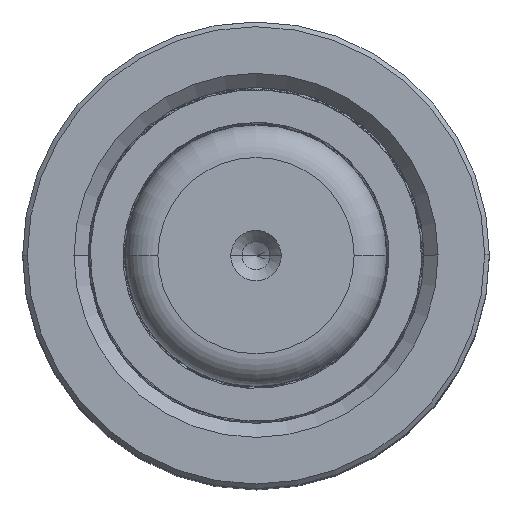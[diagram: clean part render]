
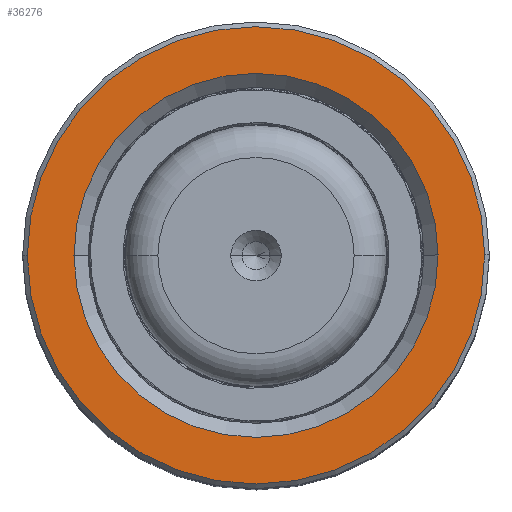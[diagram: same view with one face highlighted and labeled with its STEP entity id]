
A CAD part, top view. The second image highlights one B-rep face of the part: STEP entity #36276.
In plain terms, the highlighted planar face has unit normal (0, 0, 1).
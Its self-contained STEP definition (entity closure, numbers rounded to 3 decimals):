
#53 = ORIENTED_EDGE ( 'NONE', *, *, #38476, .T. ) ;
#2060 = DIRECTION ( 'NONE',  ( 1., 0., 0. ) ) ;
#5624 = CIRCLE ( 'NONE', #53839, 24.5 ) ;
#6576 = CARTESIAN_POINT ( 'NONE',  ( 0., 0., 80. ) ) ;
#7538 = AXIS2_PLACEMENT_3D ( 'NONE', #56204, #50745, #50944 ) ;
#8117 = EDGE_LOOP ( 'NONE', ( #45343, #44592 ) ) ;
#8167 = DIRECTION ( 'NONE',  ( 1., 0., 0. ) ) ;
#11413 = DIRECTION ( 'NONE',  ( 1., 0., 0. ) ) ;
#12410 = CARTESIAN_POINT ( 'NONE',  ( 0., 0., 80. ) ) ;
#15620 = CIRCLE ( 'NONE', #7538, 24.5 ) ;
#17474 = CIRCLE ( 'NONE', #32239, 19.5 ) ;
#21759 = DIRECTION ( 'NONE',  ( 0., 0., 1. ) ) ;
#21947 = CARTESIAN_POINT ( 'NONE',  ( -19.5, 0., 80. ) ) ;
#24803 = EDGE_LOOP ( 'NONE', ( #44140, #53 ) ) ;
#26157 = DIRECTION ( 'NONE',  ( 0., 0., -1. ) ) ;
#28376 = EDGE_CURVE ( 'NONE', #35935, #44522, #15620, .T. ) ;
#30327 = CARTESIAN_POINT ( 'NONE',  ( 19.5, 0., 80. ) ) ;
#31207 = AXIS2_PLACEMENT_3D ( 'NONE', #12410, #26157, #8167 ) ;
#32239 = AXIS2_PLACEMENT_3D ( 'NONE', #6576, #57982, #11413 ) ;
#34014 = EDGE_CURVE ( 'NONE', #54412, #54860, #17474, .T. ) ;
#34193 = PLANE ( 'NONE',  #38118 ) ;
#34660 = CARTESIAN_POINT ( 'NONE',  ( -24.5, 0., 80. ) ) ;
#34713 = CIRCLE ( 'NONE', #31207, 19.5 ) ;
#35935 = VERTEX_POINT ( 'NONE', #39532 ) ;
#36276 = ADVANCED_FACE ( 'NONE', ( #53645, #41293 ), #34193, .T. ) ;
#38118 = AXIS2_PLACEMENT_3D ( 'NONE', #57512, #47582, #2060 ) ;
#38476 = EDGE_CURVE ( 'NONE', #54860, #54412, #34713, .T. ) ;
#39532 = CARTESIAN_POINT ( 'NONE',  ( 24.5, 0., 80. ) ) ;
#41293 = FACE_BOUND ( 'NONE', #24803, .T. ) ;
#44140 = ORIENTED_EDGE ( 'NONE', *, *, #34014, .T. ) ;
#44522 = VERTEX_POINT ( 'NONE', #34660 ) ;
#44592 = ORIENTED_EDGE ( 'NONE', *, *, #28376, .T. ) ;
#45343 = ORIENTED_EDGE ( 'NONE', *, *, #45727, .T. ) ;
#45727 = EDGE_CURVE ( 'NONE', #44522, #35935, #5624, .T. ) ;
#47582 = DIRECTION ( 'NONE',  ( 0., 0., 1. ) ) ;
#49522 = CARTESIAN_POINT ( 'NONE',  ( 0., 0., 80. ) ) ;
#50745 = DIRECTION ( 'NONE',  ( 0., 0., 1. ) ) ;
#50944 = DIRECTION ( 'NONE',  ( 1., 0., 0. ) ) ;
#53645 = FACE_OUTER_BOUND ( 'NONE', #8117, .T. ) ;
#53839 = AXIS2_PLACEMENT_3D ( 'NONE', #49522, #21759, #54183 ) ;
#54183 = DIRECTION ( 'NONE',  ( 1., 0., 0. ) ) ;
#54412 = VERTEX_POINT ( 'NONE', #30327 ) ;
#54860 = VERTEX_POINT ( 'NONE', #21947 ) ;
#56204 = CARTESIAN_POINT ( 'NONE',  ( 0., 0., 80. ) ) ;
#57512 = CARTESIAN_POINT ( 'NONE',  ( 0., 0., 80. ) ) ;
#57982 = DIRECTION ( 'NONE',  ( 0., 0., -1. ) ) ;
